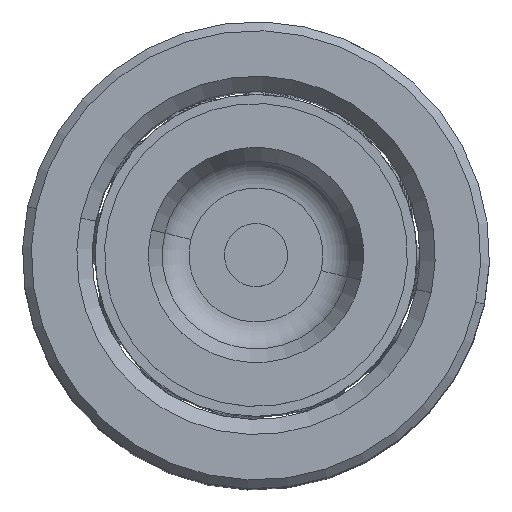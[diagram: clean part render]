
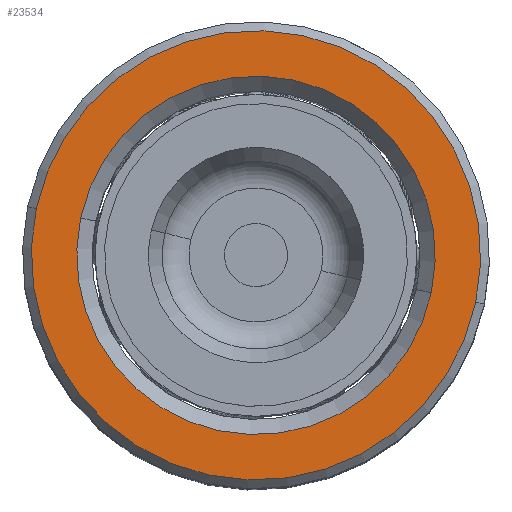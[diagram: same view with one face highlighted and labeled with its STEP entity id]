
A CAD part, top view. The second image highlights one B-rep face of the part: STEP entity #23534.
In plain terms, the highlighted planar face has unit normal (0, 0, 1).
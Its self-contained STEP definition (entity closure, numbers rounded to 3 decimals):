
#327 = CIRCLE ( 'NONE', #14625, 17.8 ) ;
#807 = DIRECTION ( 'NONE',  ( 0., 0., -1. ) ) ;
#1233 = DIRECTION ( 'NONE',  ( 1., 0., 0. ) ) ;
#1693 = DIRECTION ( 'NONE',  ( 1., 0., 0. ) ) ;
#1706 = CIRCLE ( 'NONE', #19426, 17.8 ) ;
#1749 = AXIS2_PLACEMENT_3D ( 'NONE', #9557, #21095, #1693 ) ;
#2836 = PLANE ( 'NONE',  #12011 ) ;
#3570 = VERTEX_POINT ( 'NONE', #18566 ) ;
#4380 = CARTESIAN_POINT ( 'NONE',  ( 0., 0., 60. ) ) ;
#4564 = DIRECTION ( 'NONE',  ( 1., 0., 0. ) ) ;
#4914 = CIRCLE ( 'NONE', #1749, 14.2 ) ;
#5130 = VERTEX_POINT ( 'NONE', #13229 ) ;
#5577 = ORIENTED_EDGE ( 'NONE', *, *, #19366, .T. ) ;
#7155 = AXIS2_PLACEMENT_3D ( 'NONE', #17941, #807, #10093 ) ;
#8176 = EDGE_CURVE ( 'NONE', #23505, #5130, #4914, .T. ) ;
#8937 = CARTESIAN_POINT ( 'NONE',  ( 0., 0., 60. ) ) ;
#9557 = CARTESIAN_POINT ( 'NONE',  ( 0., 0., 60. ) ) ;
#9589 = CIRCLE ( 'NONE', #7155, 14.2 ) ;
#10009 = CARTESIAN_POINT ( 'NONE',  ( -17.8, 0., 60. ) ) ;
#10093 = DIRECTION ( 'NONE',  ( 1., 0., 0. ) ) ;
#10133 = ORIENTED_EDGE ( 'NONE', *, *, #8176, .T. ) ;
#11735 = DIRECTION ( 'NONE',  ( 0., 0., 1. ) ) ;
#12011 = AXIS2_PLACEMENT_3D ( 'NONE', #8937, #20546, #1233 ) ;
#12337 = ORIENTED_EDGE ( 'NONE', *, *, #23786, .T. ) ;
#13229 = CARTESIAN_POINT ( 'NONE',  ( 14.2, 0., 60. ) ) ;
#13479 = CARTESIAN_POINT ( 'NONE',  ( 0., 0., 60. ) ) ;
#13575 = DIRECTION ( 'NONE',  ( 1., 0., 0. ) ) ;
#14625 = AXIS2_PLACEMENT_3D ( 'NONE', #13479, #11735, #13575 ) ;
#15152 = EDGE_CURVE ( 'NONE', #3570, #20939, #327, .T. ) ;
#17865 = DIRECTION ( 'NONE',  ( 0., 0., 1. ) ) ;
#17941 = CARTESIAN_POINT ( 'NONE',  ( 0., 0., 60. ) ) ;
#18297 = EDGE_LOOP ( 'NONE', ( #5577, #10133 ) ) ;
#18545 = FACE_BOUND ( 'NONE', #18297, .T. ) ;
#18566 = CARTESIAN_POINT ( 'NONE',  ( 17.8, 0., 60. ) ) ;
#19366 = EDGE_CURVE ( 'NONE', #5130, #23505, #9589, .T. ) ;
#19426 = AXIS2_PLACEMENT_3D ( 'NONE', #4380, #17865, #4564 ) ;
#20182 = ORIENTED_EDGE ( 'NONE', *, *, #15152, .T. ) ;
#20546 = DIRECTION ( 'NONE',  ( 0., 0., 1. ) ) ;
#20939 = VERTEX_POINT ( 'NONE', #10009 ) ;
#21095 = DIRECTION ( 'NONE',  ( 0., 0., -1. ) ) ;
#22747 = FACE_OUTER_BOUND ( 'NONE', #23028, .T. ) ;
#23028 = EDGE_LOOP ( 'NONE', ( #12337, #20182 ) ) ;
#23505 = VERTEX_POINT ( 'NONE', #24067 ) ;
#23534 = ADVANCED_FACE ( 'NONE', ( #22747, #18545 ), #2836, .T. ) ;
#23786 = EDGE_CURVE ( 'NONE', #20939, #3570, #1706, .T. ) ;
#24067 = CARTESIAN_POINT ( 'NONE',  ( -14.2, 0., 60. ) ) ;
